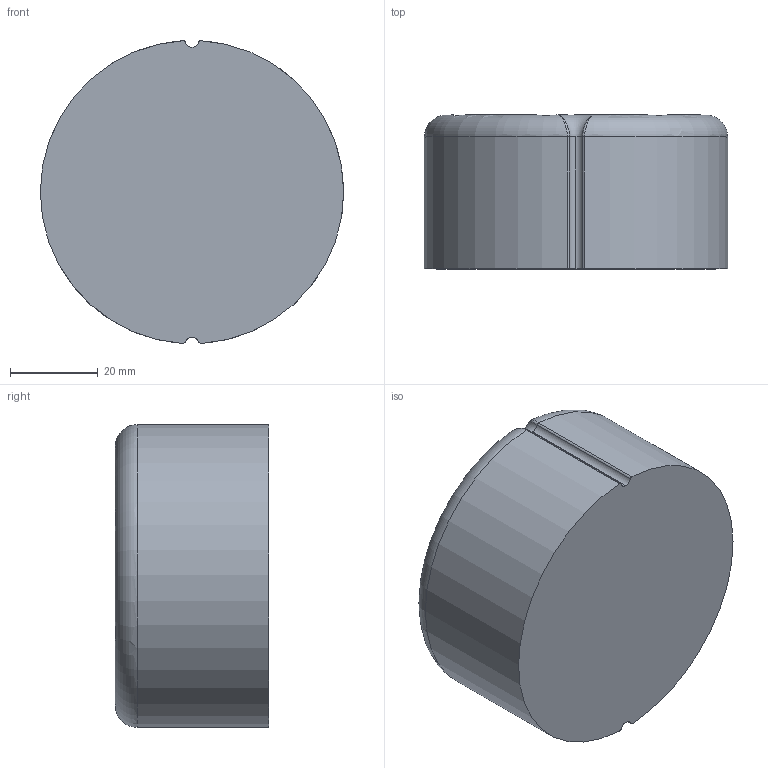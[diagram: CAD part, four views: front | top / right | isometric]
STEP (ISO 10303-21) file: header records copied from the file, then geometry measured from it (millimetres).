
FILE_DESCRIPTION (( 'STEP AP214' ), '1' );
FILE_NAME ('Peloton_7_flat.STEP', '2024-12-07T15:01:15', ( '' ), ( '' ), 'SwSTEP 2.0', 'SolidWorks 2024', '' );
FILE_SCHEMA (( 'AUTOMOTIVE_DESIGN' ));
Length unit declared in the file: millimetre
Products named in the file (1): Peloton_7_flat
Bounding box: 69 x 35 x 68.87 mm (x, y, z)
Volume: 40491 mm3; surface area: 20716.8 mm2
Topology: 1 solids, 1 shells, 43 faces, 108 edges, 65 vertices
Faces by surface type: cylinder 18, plane 16, torus 5, bspline 4
Entity records: 1633 total; most frequent: CARTESIAN_POINT 659, ORIENTED_EDGE 212, DIRECTION 185, EDGE_CURVE 106, AXIS2_PLACEMENT_3D 73, VERTEX_POINT 65, ADVANCED_FACE 43, EDGE_LOOP 43
